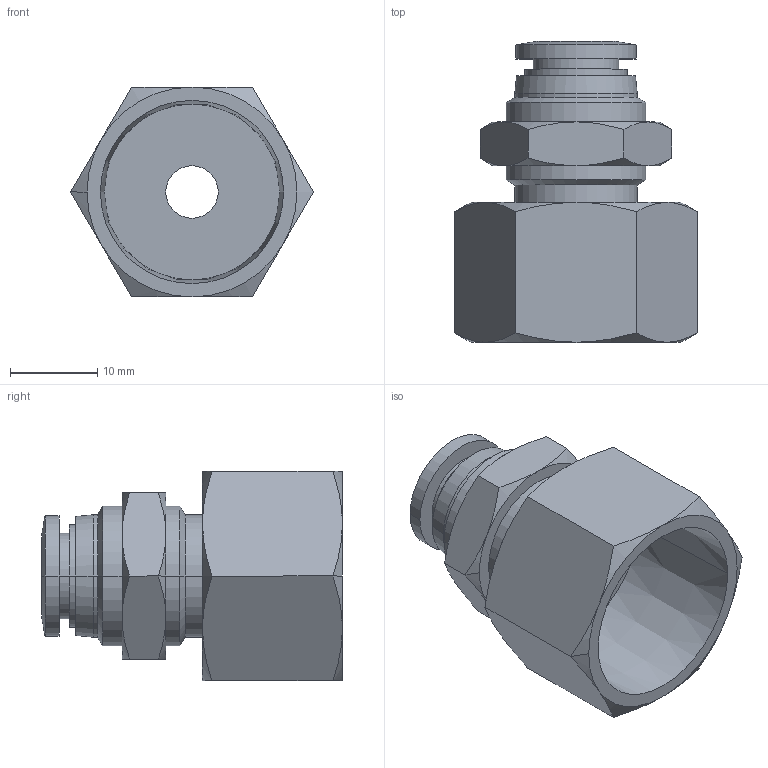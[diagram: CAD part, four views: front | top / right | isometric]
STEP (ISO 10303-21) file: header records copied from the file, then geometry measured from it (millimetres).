
FILE_DESCRIPTION (( 'STEP AP214' ), '1' );
FILE_NAME ('FB8M-12R.step', '2016-02-24T20:31:46', ( '' ), ( '' ), 'SwSTEP 2.0', 'SolidWorks 2015', '' );
FILE_SCHEMA (( 'AUTOMOTIVE_DESIGN' ));
Length unit declared in the file: inch
Products named in the file (1): FB8M-12R
Bounding box: 27.71 x 34.4 x 24 mm (x, y, z)
Volume: 5928 mm3; surface area: 4908.7 mm2
Topology: 1 solids, 1 shells, 80 faces, 170 edges, 100 vertices
Faces by surface type: cone 38, plane 22, cylinder 18, bspline 2
Entity records: 3380 total; most frequent: CARTESIAN_POINT 627, DIRECTION 354, ORIENTED_EDGE 340, EDGE_CURVE 170, AXIS2_PLACEMENT_3D 155, VERTEX_POINT 100, EDGE_LOOP 90, DIMENSIONAL_EXPONENTS 83
